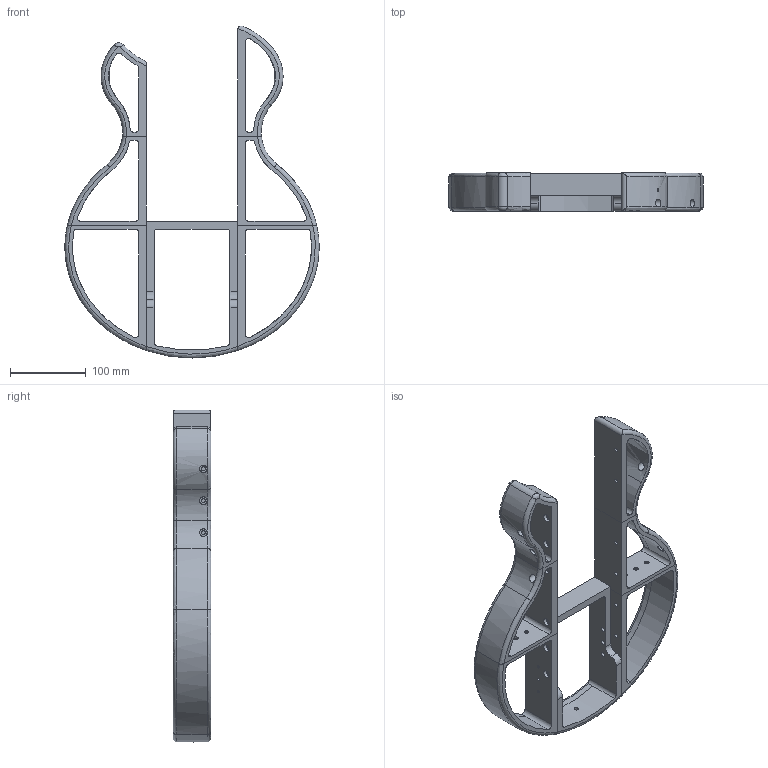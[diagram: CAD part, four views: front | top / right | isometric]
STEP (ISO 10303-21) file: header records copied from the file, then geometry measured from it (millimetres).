
FILE_DESCRIPTION(/* description */ ('STEP AP242','CAx-IF Rec.Pracs.---Representation and Presentation of Product Manufacturing Information (PMI)---4.0---2014-10-13','CAx-IF Rec.Pracs.---3D Tessellated Geometry---0.4---2014-09-14','2;1'),/* implementation_level */ '2;1');
FILE_NAME(/* name */ '67c1e44eb809682aa6d82f74',/* time_stamp */ '2025-02-28T16:29:03Z',/* author */ (''),/* organization */ (''),/* preprocessor_version */ 'ST-DEVELOPER v20',/* originating_system */ 'ONSHAPE BY PTC INC, 1.194',/* authorisation */ ' ');
FILE_SCHEMA (('AP242_MANAGED_MODEL_BASED_3D_ENGINEERING_MIM_LF { 1 0 10303 442 1 1 4 }'));
Length unit declared in the file: metre
Products named in the file (7): Part B - Hollow; Part G - Hollow; Part D - Hollow; Part A - Hollow; Part C - Hollow; Part F - Hollow; Part E - Hollow
Bounding box: 334.81 x 50 x 437.54 mm (x, y, z)
Volume: 1191725.8 mm3; surface area: 313960.4 mm2
Topology: 7 solids, 7 shells, 355 faces, 905 edges, 587 vertices
Faces by surface type: cylinder 218, plane 83, bspline 42, torus 12
Full cylindrical faces by diameter (mm): 3.5 x19, 4.75 x1, 5.2 x12, 6 x12, 10 x19
Entity records: 13281 total; most frequent: CARTESIAN_POINT 4832, ORIENTED_EDGE 1652, DIRECTION 1652, EDGE_CURVE 826, AXIS2_PLACEMENT_3D 692, VERTEX_POINT 571, EDGE_LOOP 545, FACE_BOUND 545
